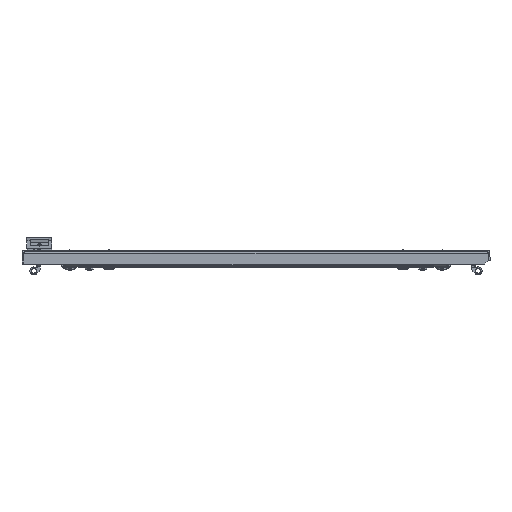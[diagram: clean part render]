
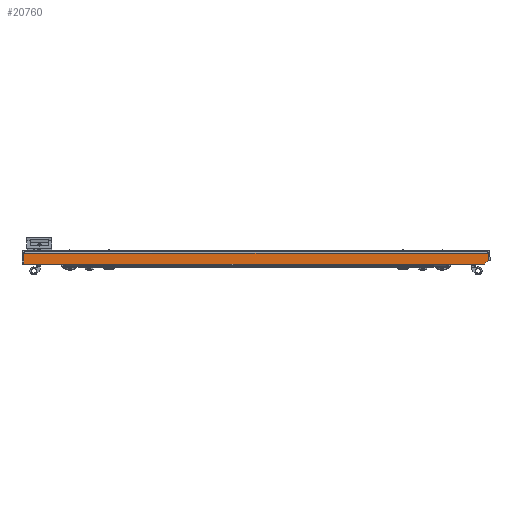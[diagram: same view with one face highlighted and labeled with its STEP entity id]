
A CAD part, front view. The second image highlights one B-rep face of the part: STEP entity #20760.
In plain terms, the highlighted planar face has unit normal (0, -1, 0).
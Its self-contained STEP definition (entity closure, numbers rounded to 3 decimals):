
#662 = LINE ( 'NONE', #35270, #21918 ) ;
#716 = VERTEX_POINT ( 'NONE', #9187 ) ;
#766 = EDGE_CURVE ( 'NONE', #6678, #716, #36452, .T. ) ;
#1349 = VECTOR ( 'NONE', #41383, 1000. ) ;
#5366 = CARTESIAN_POINT ( 'NONE',  ( 296.329, -592., 0. ) ) ;
#5420 = DIRECTION ( 'NONE',  ( 0., 1., 0. ) ) ;
#6678 = VERTEX_POINT ( 'NONE', #7139 ) ;
#7050 = EDGE_CURVE ( 'NONE', #18818, #6678, #26009, .T. ) ;
#7139 = CARTESIAN_POINT ( 'NONE',  ( 296.329, -592., -2. ) ) ;
#7955 = DIRECTION ( 'NONE',  ( 0.707, 0., 0.707 ) ) ;
#9081 = EDGE_CURVE ( '������14', #18818, #15630, #20968, .T. ) ;
#9187 = CARTESIAN_POINT ( 'NONE',  ( 296.329, -592., -11. ) ) ;
#10648 = CARTESIAN_POINT ( 'NONE',  ( 291.329, -592., -16. ) ) ;
#11769 = CARTESIAN_POINT ( 'NONE',  ( -296.329, -592., -2. ) ) ;
#12327 = DIRECTION ( 'NONE',  ( 0., 0., 1. ) ) ;
#12599 = ORIENTED_EDGE ( 'NONE', *, *, #7050, .F. ) ;
#14206 = EDGE_LOOP ( 'NONE', ( #21034, #20778, #42231, #12599, #43743 ) ) ;
#15630 = VERTEX_POINT ( 'NONE', #38361 ) ;
#16697 = CARTESIAN_POINT ( 'NONE',  ( -296.329, -592., 0. ) ) ;
#16800 = VECTOR ( 'NONE', #16878, 1000. ) ;
#16878 = DIRECTION ( 'NONE',  ( 1., 0., 0. ) ) ;
#17072 = VECTOR ( 'NONE', #18311, 1000. ) ;
#18311 = DIRECTION ( 'NONE',  ( 1., 0., 0. ) ) ;
#18818 = VERTEX_POINT ( 'NONE', #11769 ) ;
#20323 = LINE ( 'NONE', #32160, #17072 ) ;
#20760 = ADVANCED_FACE ( '�����12', ( #28622 ), #25665, .F. ) ;
#20778 = ORIENTED_EDGE ( 'NONE', *, *, #32984, .T. ) ;
#20968 = LINE ( 'NONE', #16697, #1349 ) ;
#21034 = ORIENTED_EDGE ( 'NONE', *, *, #23569, .T. ) ;
#21918 = VECTOR ( 'NONE', #7955, 1000. ) ;
#22333 = AXIS2_PLACEMENT_3D ( 'NONE', #33175, #5420, #12327 ) ;
#23569 = EDGE_CURVE ( 'NONE', #15630, #40196, #20323, .T. ) ;
#25665 = PLANE ( 'NONE',  #22333 ) ;
#26009 = LINE ( 'NONE', #27197, #16800 ) ;
#27197 = CARTESIAN_POINT ( 'NONE',  ( 298.4, -592., -2. ) ) ;
#28622 = FACE_OUTER_BOUND ( 'NONE', #14206, .T. ) ;
#29878 = DIRECTION ( 'NONE',  ( 0., 0., -1. ) ) ;
#32160 = CARTESIAN_POINT ( 'NONE',  ( -298.4, -592., -16. ) ) ;
#32984 = EDGE_CURVE ( 'NONE', #40196, #716, #662, .T. ) ;
#33175 = CARTESIAN_POINT ( 'NONE',  ( -298.4, -592., 0. ) ) ;
#35270 = CARTESIAN_POINT ( 'NONE',  ( 296.329, -592., -11. ) ) ;
#36452 = LINE ( 'NONE', #5366, #36974 ) ;
#36974 = VECTOR ( 'NONE', #29878, 1000. ) ;
#38361 = CARTESIAN_POINT ( 'NONE',  ( -296.329, -592., -16. ) ) ;
#40196 = VERTEX_POINT ( 'NONE', #10648 ) ;
#41383 = DIRECTION ( 'NONE',  ( 0., 0., -1. ) ) ;
#42231 = ORIENTED_EDGE ( 'NONE', *, *, #766, .F. ) ;
#43743 = ORIENTED_EDGE ( 'NONE', *, *, #9081, .T. ) ;
